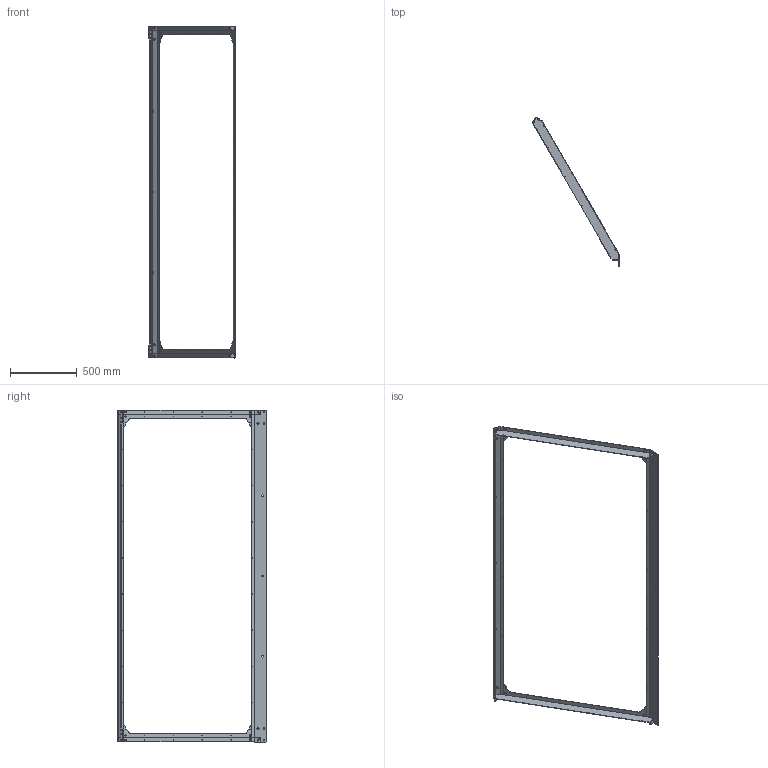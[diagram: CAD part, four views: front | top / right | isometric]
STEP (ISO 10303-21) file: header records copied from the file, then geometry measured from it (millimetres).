
FILE_DESCRIPTION (( 'STEP AP203' ), '1' );
FILE_NAME ('CV02-M-00_REV_.step', '2025-08-17T04:00:24', ( '' ), ( '' ), 'SwSTEP 2.0', 'SolidWorks 2024', '' );
FILE_SCHEMA (( 'CONFIG_CONTROL_DESIGN' ));
Length unit declared in the file: millimetre
Products named in the file (7): CV02-T-01; weldnut_WELDNUT-M8; CV02-M-02; CV02-M-00_REV_; CV02-M-03; CV02-M-01; CV02-M-04
Assembly tree (20 placements, depth 2):
  CV02-M-00_REV_
    CV02-M-01
    CV02-M-02  x2
    CV02-M-03
    CV02-T-01
    CV02-M-04
    weldnut_WELDNUT-M8  x14
Bounding box: 647.51 x 1111.29 x 2480 mm (x, y, z)
Volume: 2534506.9 mm3; surface area: 1759957.2 mm2
Topology: 20 solids, 20 shells, 730 faces, 1862 edges, 1186 vertices
Faces by surface type: plane 350, cylinder 282, cone 98
Entity records: 11834 total; most frequent: DIRECTION 1915, CARTESIAN_POINT 1876, ORIENTED_EDGE 1768, EDGE_CURVE 884, AXIS2_PLACEMENT_3D 696, VERTEX_POINT 573, VECTOR 523, LINE 523
